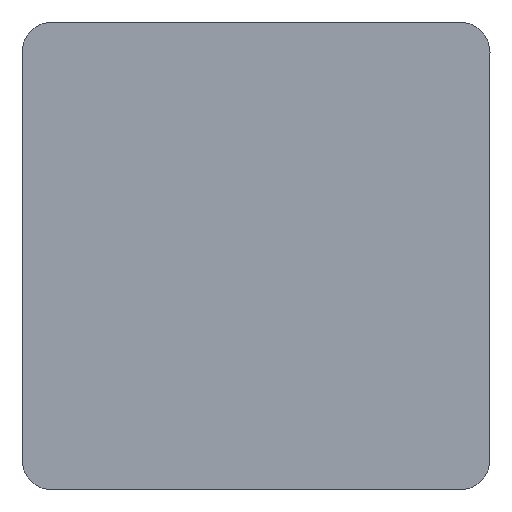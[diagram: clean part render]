
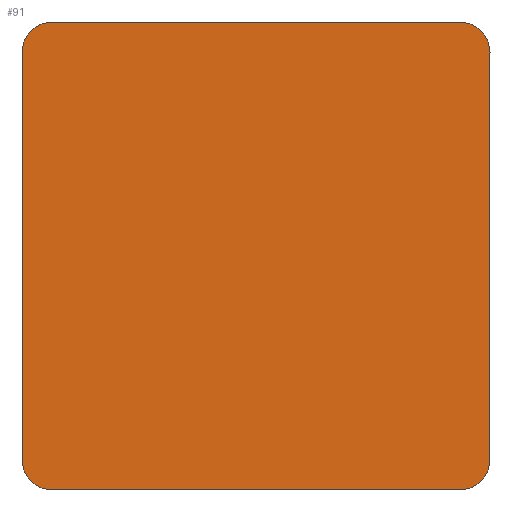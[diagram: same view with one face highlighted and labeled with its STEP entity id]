
A CAD part, top view. The second image highlights one B-rep face of the part: STEP entity #91.
In plain terms, the highlighted planar face has unit normal (0, 0, 1).
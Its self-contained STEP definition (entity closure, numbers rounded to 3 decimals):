
#81=VERTEX_POINT('',#200);
#85=EDGE_CURVE('',#95,#117,#205,.T.);
#91=ADVANCED_FACE('',(#211),#212,.T.);
#95=VERTEX_POINT('',#216);
#101=EDGE_CURVE('',#81,#95,#223,.T.);
#107=VERTEX_POINT('',#229);
#117=VERTEX_POINT('',#240);
#121=EDGE_CURVE('',#173,#137,#244,.T.);
#123=EDGE_CURVE('',#107,#155,#246,.T.);
#137=VERTEX_POINT('',#263);
#145=EDGE_CURVE('',#155,#169,#271,.T.);
#155=VERTEX_POINT('',#283);
#159=EDGE_CURVE('',#117,#173,#287,.T.);
#161=EDGE_CURVE('',#137,#107,#289,.T.);
#169=VERTEX_POINT('',#297);
#173=VERTEX_POINT('',#301);
#175=EDGE_CURVE('',#169,#81,#303,.T.);
#200=CARTESIAN_POINT('',(12.3,11.5,0.0));
#205=LINE('',#328,#329);
#211=FACE_OUTER_BOUND('',#339,.T.);
#212=PLANE('',#340);
#216=CARTESIAN_POINT('',(11.5,12.3,0.0));
#223=CIRCLE('',#352,0.8);
#229=CARTESIAN_POINT('',(0.8,0.0,0.0));
#240=CARTESIAN_POINT('',(0.8,12.3,0.0));
#244=LINE('',#383,#384);
#246=LINE('',#387,#388);
#263=CARTESIAN_POINT('',(0.0,0.8,0.0));
#271=CIRCLE('',#419,0.8);
#283=CARTESIAN_POINT('',(11.5,0.0,0.0));
#287=CIRCLE('',#437,0.8);
#289=CIRCLE('',#440,0.8);
#297=CARTESIAN_POINT('',(12.3,0.8,0.0));
#301=CARTESIAN_POINT('',(0.,11.5,0.0));
#303=LINE('',#459,#460);
#328=CARTESIAN_POINT('',(11.5,12.3,0.0));
#329=VECTOR('',#484,1.0);
#339=EDGE_LOOP('',(#488,#489,#490,#491,#492,#493,#494,#495));
#340=AXIS2_PLACEMENT_3D('',#496,#497,#498);
#352=AXIS2_PLACEMENT_3D('',#507,#508,#509);
#383=CARTESIAN_POINT('',(0.0,11.5,0.0));
#384=VECTOR('',#525,1.0);
#387=CARTESIAN_POINT('',(0.8,0.0,0.0));
#388=VECTOR('',#526,1.0);
#419=AXIS2_PLACEMENT_3D('',#560,#561,#562);
#437=AXIS2_PLACEMENT_3D('',#582,#583,#584);
#440=AXIS2_PLACEMENT_3D('',#585,#586,#587);
#459=CARTESIAN_POINT('',(12.3,0.8,0.0));
#460=VECTOR('',#590,1.0);
#484=DIRECTION('',(-1.0,0.0,0.0));
#488=ORIENTED_EDGE('',*,*,#123,.T.);
#489=ORIENTED_EDGE('',*,*,#145,.T.);
#490=ORIENTED_EDGE('',*,*,#175,.T.);
#491=ORIENTED_EDGE('',*,*,#101,.T.);
#492=ORIENTED_EDGE('',*,*,#85,.T.);
#493=ORIENTED_EDGE('',*,*,#159,.T.);
#494=ORIENTED_EDGE('',*,*,#121,.T.);
#495=ORIENTED_EDGE('',*,*,#161,.T.);
#496=CARTESIAN_POINT('',(6.15,6.15,0.0));
#497=DIRECTION('',(0.0,0.0,1.0));
#498=DIRECTION('',(1.0,0.0,0.0));
#507=CARTESIAN_POINT('',(11.5,11.5,0.0));
#508=DIRECTION('',(0.0,-0.0,1.0));
#509=DIRECTION('',(1.0,0.,0.0));
#525=DIRECTION('',(0.0,-1.0,0.0));
#526=DIRECTION('',(1.0,0.0,0.0));
#560=CARTESIAN_POINT('',(11.5,0.8,0.0));
#561=DIRECTION('',(0.0,0.0,1.0));
#562=DIRECTION('',(0.,-1.0,0.0));
#582=CARTESIAN_POINT('',(0.8,11.5,0.0));
#583=DIRECTION('',(0.0,0.0,1.0));
#584=DIRECTION('',(0.,1.0,0.0));
#585=CARTESIAN_POINT('',(0.8,0.8,0.0));
#586=DIRECTION('',(0.0,0.0,1.0));
#587=DIRECTION('',(-1.0,0.,0.0));
#590=DIRECTION('',(0.0,1.0,0.0));
